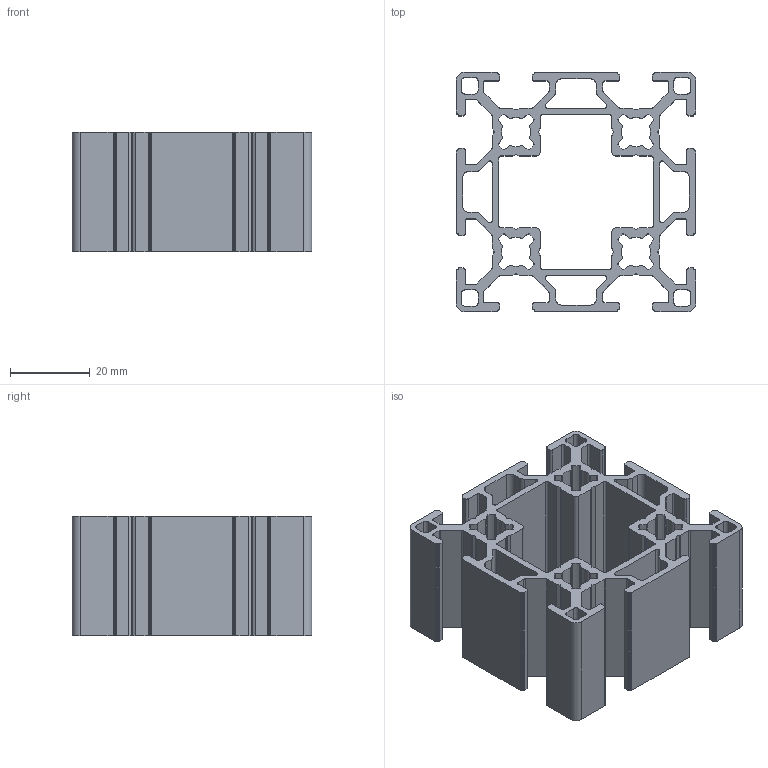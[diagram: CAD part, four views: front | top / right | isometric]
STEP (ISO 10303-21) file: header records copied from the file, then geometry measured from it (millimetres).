
FILE_DESCRIPTION(/* description */ (''),/* implementation_level */ '2;1');
FILE_NAME(/* name */ '',/* time_stamp */ '2024-07-23T17:49:47+03:00',/* author */ (''),/* organization */ (''),/* preprocessor_version */ 'ST-DEVELOPER v20',/* originating_system */ 'Autodesk Translation Framework v13.14.0.145',/* authorisation */ '');
FILE_SCHEMA (('AUTOMOTIVE_DESIGN { 1 0 10303 214 3 1 1 }'));
Length unit declared in the file: millimetre
Products named in the file (1): (Unsaved)
Bounding box: 60 x 60 x 30 mm (x, y, z)
Volume: 28954.1 mm3; surface area: 31595.8 mm2
Topology: 1 solids, 1 shells, 562 faces, 1680 edges, 1120 vertices
Faces by surface type: cylinder 312, plane 250
Entity records: 19213 total; most frequent: DIRECTION 3430, CARTESIAN_POINT 3363, ORIENTED_EDGE 3360, EDGE_CURVE 1680, AXIS2_PLACEMENT_3D 1187, VERTEX_POINT 1120, LINE 1056, VECTOR 1056
